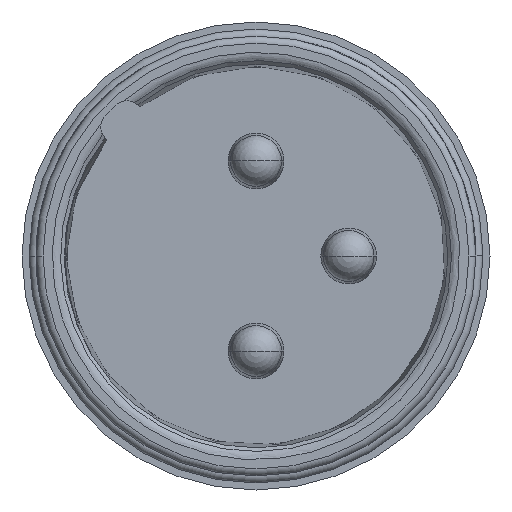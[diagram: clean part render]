
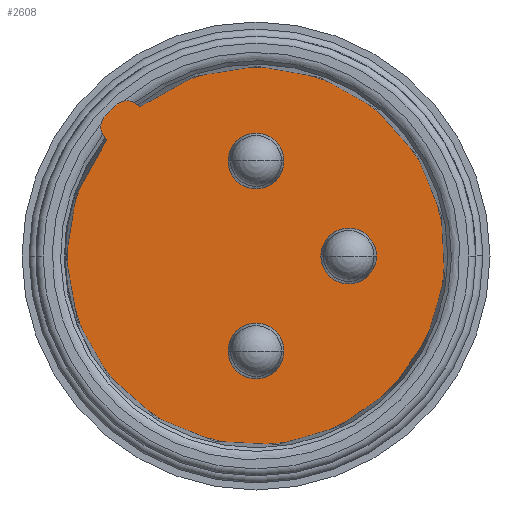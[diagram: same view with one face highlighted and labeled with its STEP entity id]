
A CAD part, left-side view. The second image highlights one B-rep face of the part: STEP entity #2608.
In plain terms, the highlighted planar face has unit normal (-1, 0, 0).
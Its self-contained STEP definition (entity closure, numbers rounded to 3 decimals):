
#1=CARTESIAN_POINT('',(11.38,0.,4.06));
#2=DIRECTION('',(1.,0.,0.));
#3=DIRECTION('',(0.,-1.,0.));
#4=AXIS2_PLACEMENT_3D('',#1,#2,#3);
#36=CARTESIAN_POINT('',(11.38,0.,0.));
#37=DIRECTION('',(-1.,0.,0.));
#38=DIRECTION('',(0.,0.789,0.614));
#39=AXIS2_PLACEMENT_3D('',#36,#37,#38);
#815=CARTESIAN_POINT('',(11.38,5.936,5.512));
#816=DIRECTION('',(1.,0.,0.));
#817=DIRECTION('',(0.,0.707,-0.707));
#818=AXIS2_PLACEMENT_3D('',#815,#816,#817);
#839=DIRECTION('',(0.,-0.707,-0.707));
#840=VECTOR('',#839,0.074);
#841=CARTESIAN_POINT('',(11.38,6.431,5.017));
#842=LINE('',#841,#840);
#852=CARTESIAN_POINT('',(11.38,5.512,5.936));
#853=DIRECTION('',(1.,0.,0.));
#854=DIRECTION('',(0.,0.68,0.733));
#855=AXIS2_PLACEMENT_3D('',#852,#853,#854);
#876=CARTESIAN_POINT('',(11.38,0.,0.));
#877=DIRECTION('',(-1.,0.,0.));
#878=DIRECTION('',(0.,0.68,0.733));
#879=AXIS2_PLACEMENT_3D('',#876,#877,#878);
#889=DIRECTION('',(0.,0.707,0.707));
#890=VECTOR('',#889,0.074);
#891=CARTESIAN_POINT('',(11.38,4.964,6.378));
#892=LINE('',#891,#890);
#2035=CARTESIAN_POINT('',(11.38,0.,4.06));
#2036=DIRECTION('',(1.,0.,0.));
#2037=DIRECTION('',(0.,1.,0.));
#2038=AXIS2_PLACEMENT_3D('',#2035,#2036,#2037);
#2078=CARTESIAN_POINT('',(11.38,0.,-4.06));
#2079=DIRECTION('',(1.,0.,0.));
#2080=DIRECTION('',(0.,1.,0.));
#2081=AXIS2_PLACEMENT_3D('',#2078,#2079,#2080);
#2083=CARTESIAN_POINT('',(11.38,0.,-4.06));
#2084=DIRECTION('',(1.,0.,0.));
#2085=DIRECTION('',(0.,-1.,0.));
#2086=AXIS2_PLACEMENT_3D('',#2083,#2084,#2085);
#2134=CARTESIAN_POINT('',(11.38,-3.96,0.));
#2135=DIRECTION('',(1.,0.,0.));
#2136=DIRECTION('',(0.,1.,0.));
#2137=AXIS2_PLACEMENT_3D('',#2134,#2135,#2136);
#2139=CARTESIAN_POINT('',(11.38,-3.96,0.));
#2140=DIRECTION('',(1.,0.,0.));
#2141=DIRECTION('',(0.,-1.,0.));
#2142=AXIS2_PLACEMENT_3D('',#2139,#2140,#2141);
#2401=CARTESIAN_POINT('',(11.38,6.378,4.964));
#2402=CARTESIAN_POINT('',(11.38,4.964,6.378));
#2403=VERTEX_POINT('',#2401);
#2404=VERTEX_POINT('',#2402);
#2405=CARTESIAN_POINT('',(11.38,5.017,6.431));
#2406=VERTEX_POINT('',#2405);
#2407=CARTESIAN_POINT('',(11.38,6.431,5.017));
#2408=VERTEX_POINT('',#2407);
#2409=CARTESIAN_POINT('',(11.38,6.449,5.988));
#2410=VERTEX_POINT('',#2409);
#2411=CARTESIAN_POINT('',(11.38,5.988,6.449));
#2412=VERTEX_POINT('',#2411);
#2413=CARTESIAN_POINT('',(11.38,1.19,4.06));
#2414=CARTESIAN_POINT('',(11.38,-1.19,4.06));
#2415=VERTEX_POINT('',#2413);
#2416=VERTEX_POINT('',#2414);
#2417=CARTESIAN_POINT('',(11.38,1.19,-4.06));
#2418=CARTESIAN_POINT('',(11.38,-1.19,-4.06));
#2419=VERTEX_POINT('',#2417);
#2420=VERTEX_POINT('',#2418);
#2421=CARTESIAN_POINT('',(11.38,-2.77,0.));
#2422=CARTESIAN_POINT('',(11.38,-5.15,0.));
#2423=VERTEX_POINT('',#2421);
#2424=VERTEX_POINT('',#2422);
#2572=CARTESIAN_POINT('',(11.38,0.,0.));
#2573=DIRECTION('',(1.,0.,0.));
#2574=DIRECTION('',(0.,-1.,0.));
#2575=AXIS2_PLACEMENT_3D('',#2572,#2573,#2574);
#2576=PLANE('',#2575);
#2578=ORIENTED_EDGE('',*,*,#2577,.F.);
#2580=ORIENTED_EDGE('',*,*,#2579,.F.);
#2582=ORIENTED_EDGE('',*,*,#2581,.T.);
#2584=ORIENTED_EDGE('',*,*,#2583,.F.);
#2586=ORIENTED_EDGE('',*,*,#2585,.T.);
#2588=ORIENTED_EDGE('',*,*,#2587,.F.);
#2589=EDGE_LOOP('',(#2578,#2580,#2582,#2584,#2586,#2588));
#2590=FACE_OUTER_BOUND('',#2589,.F.);
#2592=ORIENTED_EDGE('',*,*,#2591,.F.);
#2593=ORIENTED_EDGE('',*,*,#2561,.F.);
#2594=EDGE_LOOP('',(#2592,#2593));
#2595=FACE_BOUND('',#2594,.F.);
#2597=ORIENTED_EDGE('',*,*,#2596,.F.);
#2599=ORIENTED_EDGE('',*,*,#2598,.F.);
#2600=EDGE_LOOP('',(#2597,#2599));
#2601=FACE_BOUND('',#2600,.F.);
#2603=ORIENTED_EDGE('',*,*,#2602,.F.);
#2605=ORIENTED_EDGE('',*,*,#2604,.F.);
#2606=EDGE_LOOP('',(#2603,#2605));
#2607=FACE_BOUND('',#2606,.F.);
#5=CIRCLE('',#4,1.19);
#40=CIRCLE('',#39,8.082);
#819=CIRCLE('',#818,0.7);
#856=CIRCLE('',#855,0.7);
#880=CIRCLE('',#879,8.8);
#2039=CIRCLE('',#2038,1.19);
#2082=CIRCLE('',#2081,1.19);
#2087=CIRCLE('',#2086,1.19);
#2138=CIRCLE('',#2137,1.19);
#2143=CIRCLE('',#2142,1.19);
#2561=EDGE_CURVE('',#2416,#2415,#5,.T.);
#2577=EDGE_CURVE('',#2403,#2404,#40,.T.);
#2579=EDGE_CURVE('',#2408,#2403,#842,.T.);
#2581=EDGE_CURVE('',#2408,#2410,#819,.T.);
#2583=EDGE_CURVE('',#2412,#2410,#880,.T.);
#2585=EDGE_CURVE('',#2412,#2406,#856,.T.);
#2587=EDGE_CURVE('',#2404,#2406,#892,.T.);
#2591=EDGE_CURVE('',#2415,#2416,#2039,.T.);
#2596=EDGE_CURVE('',#2419,#2420,#2082,.T.);
#2598=EDGE_CURVE('',#2420,#2419,#2087,.T.);
#2602=EDGE_CURVE('',#2423,#2424,#2138,.T.);
#2604=EDGE_CURVE('',#2424,#2423,#2143,.T.);
#2608=ADVANCED_FACE('',(#2590,#2595,#2601,#2607),#2576,.F.);
